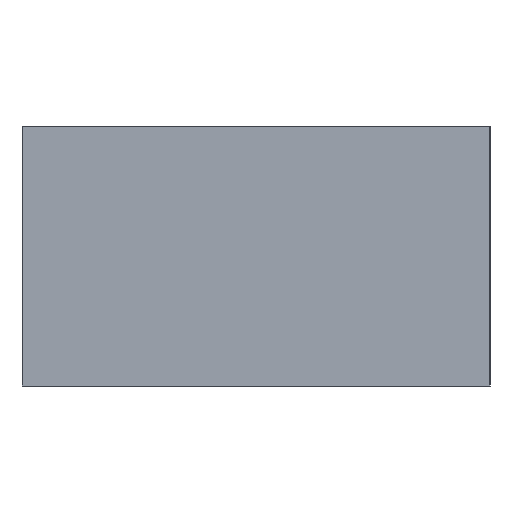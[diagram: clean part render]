
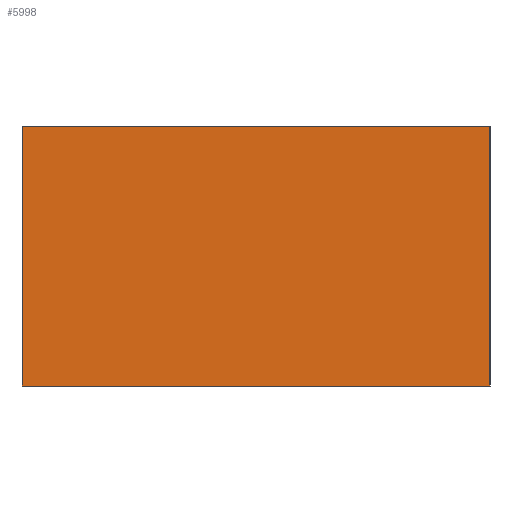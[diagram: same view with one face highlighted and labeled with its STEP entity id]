
A CAD part, left-side view. The second image highlights one B-rep face of the part: STEP entity #5998.
In plain terms, the highlighted planar face has unit normal (-1, 0, 0).
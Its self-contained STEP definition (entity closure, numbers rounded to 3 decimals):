
#55 = CARTESIAN_POINT ( 'NONE',  ( -0.8, -0.45, 0. ) ) ;
#142 = EDGE_CURVE ( 'NONE', #3279, #5878, #271, .T. ) ;
#271 = LINE ( 'NONE', #5053, #5499 ) ;
#438 = VECTOR ( 'NONE', #867, 1000. ) ;
#640 = AXIS2_PLACEMENT_3D ( 'NONE', #55, #5194, #2161 ) ;
#867 = DIRECTION ( 'NONE',  ( 0., 0., 1. ) ) ;
#1276 = EDGE_CURVE ( 'NONE', #5738, #5878, #5552, .T. ) ;
#1485 = CARTESIAN_POINT ( 'NONE',  ( -0.8, -0.45, 0.5 ) ) ;
#1695 = VECTOR ( 'NONE', #3630, 1000. ) ;
#1862 = ORIENTED_EDGE ( 'NONE', *, *, #4732, .F. ) ;
#2041 = ORIENTED_EDGE ( 'NONE', *, *, #142, .F. ) ;
#2161 = DIRECTION ( 'NONE',  ( 0., 0., 1. ) ) ;
#2223 = ORIENTED_EDGE ( 'NONE', *, *, #1276, .T. ) ;
#2548 = CARTESIAN_POINT ( 'NONE',  ( -0.8, -0.45, 0. ) ) ;
#2565 = ORIENTED_EDGE ( 'NONE', *, *, #5902, .T. ) ;
#2591 = CARTESIAN_POINT ( 'NONE',  ( -0.8, -0.45, 0.5 ) ) ;
#2763 = VERTEX_POINT ( 'NONE', #4305 ) ;
#3279 = VERTEX_POINT ( 'NONE', #6751 ) ;
#3620 = PLANE ( 'NONE',  #640 ) ;
#3630 = DIRECTION ( 'NONE',  ( 0., 1., 0. ) ) ;
#3786 = VECTOR ( 'NONE', #3966, 1000. ) ;
#3896 = DIRECTION ( 'NONE',  ( 0., 0., 1. ) ) ;
#3966 = DIRECTION ( 'NONE',  ( 0., 1., 0. ) ) ;
#4038 = CARTESIAN_POINT ( 'NONE',  ( -0.8, -0.45, 0. ) ) ;
#4305 = CARTESIAN_POINT ( 'NONE',  ( -0.8, -0.45, 0. ) ) ;
#4379 = EDGE_LOOP ( 'NONE', ( #2223, #2041, #1862, #2565 ) ) ;
#4448 = CARTESIAN_POINT ( 'NONE',  ( -0.8, 0.45, 0.5 ) ) ;
#4732 = EDGE_CURVE ( 'NONE', #2763, #3279, #5056, .T. ) ;
#4752 = FACE_OUTER_BOUND ( 'NONE', #4379, .T. ) ;
#5053 = CARTESIAN_POINT ( 'NONE',  ( -0.8, 0.45, 0. ) ) ;
#5056 = LINE ( 'NONE', #2548, #3786 ) ;
#5194 = DIRECTION ( 'NONE',  ( -1., 0., 0. ) ) ;
#5499 = VECTOR ( 'NONE', #3896, 1000. ) ;
#5552 = LINE ( 'NONE', #2591, #1695 ) ;
#5738 = VERTEX_POINT ( 'NONE', #1485 ) ;
#5878 = VERTEX_POINT ( 'NONE', #4448 ) ;
#5902 = EDGE_CURVE ( 'NONE', #2763, #5738, #6589, .T. ) ;
#5998 = ADVANCED_FACE ( 'NONE', ( #4752 ), #3620, .T. ) ;
#6589 = LINE ( 'NONE', #4038, #438 ) ;
#6751 = CARTESIAN_POINT ( 'NONE',  ( -0.8, 0.45, 0. ) ) ;
